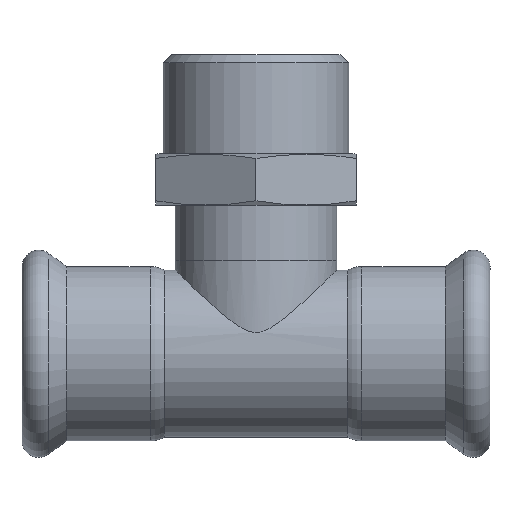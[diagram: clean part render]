
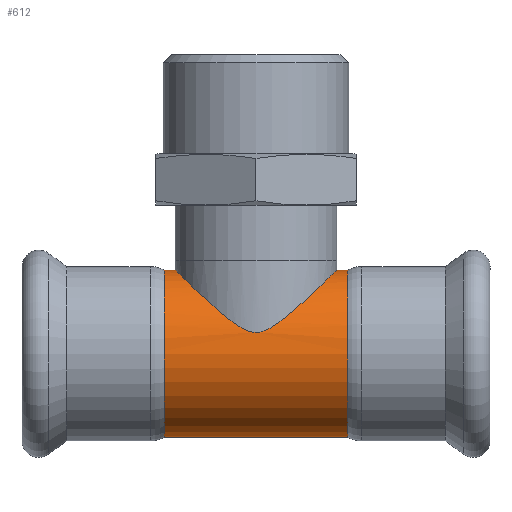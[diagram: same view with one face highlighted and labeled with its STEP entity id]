
A CAD part, front view. The second image highlights one B-rep face of the part: STEP entity #612.
In plain terms, the highlighted cylindrical face has radius 15 mm (diameter 30 mm), a full revolution.
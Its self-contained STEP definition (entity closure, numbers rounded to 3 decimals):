
#119=FACE_BOUND($,#204,.T.);
#120=FACE_BOUND($,#205,.T.);
#121=FACE_BOUND($,#206,.T.);
#159=B_SPLINE_CURVE_WITH_KNOTS($,3,(#1037,#1038,#1039,#1040,#1041,#1042,
#1043,#1044,#1045,#1046,#1047,#1048,#1049,#1050,#1051,#1052,#1053,#1054,
#1055,#1056,#1057,#1058,#1059,#1060,#1061,#1062,#1063,#1064,#1065,#1066,
#1067,#1068,#1069,#1070,#1071,#1072,#1073,#1074,#1075,#1076,#1077,#1078,
#1079,#1080,#1081,#1082,#1083,#1084,#1085,#1086,#1087,#1088,#1089,#1090,
#1091,#1092,#1093,#1094,#1095,#1096,#1097,#1098,#1099,#1100,#1101,#1102,
#1103,#1104,#1105,#1106,#1107,#1108,#1109,#1110),.UNSPECIFIED.,.T.,.F.,
(4,2,2,2,2,2,2,2,2,2,2,2,2,2,2,2,2,2,2,2,2,2,2,2,2,2,2,2,2,2,2,2,2,2,2,
2,4),(0.,0.174,0.349,0.697,1.046,
1.394,1.692,1.99,2.287,2.585,
2.882,3.18,3.477,3.775,4.124,
4.472,4.821,4.995,5.169,5.344,
5.518,5.867,6.215,6.564,6.861,
7.159,7.457,7.754,8.052,8.349,
8.647,8.945,9.293,9.642,9.99,
10.165,10.339),.UNSPECIFIED.);
#204=EDGE_LOOP($,(#455));
#205=EDGE_LOOP($,(#456));
#206=EDGE_LOOP($,(#457));
#285=CIRCLE($,#669,15.);
#286=CIRCLE($,#670,15.);
#325=VERTEX_POINT($,#1036);
#326=VERTEX_POINT($,#1111);
#327=VERTEX_POINT($,#1113);
#382=EDGE_CURVE($,#325,#325,#159,.T.);
#383=EDGE_CURVE($,#326,#326,#285,.T.);
#384=EDGE_CURVE($,#327,#327,#286,.T.);
#455=ORIENTED_EDGE($,*,*,#382,.T.);
#456=ORIENTED_EDGE($,*,*,#383,.F.);
#457=ORIENTED_EDGE($,*,*,#384,.T.);
#600=CYLINDRICAL_SURFACE($,#668,15.);
#612=ADVANCED_FACE($,(#119,#120,#121),#600,.T.);
#668=AXIS2_PLACEMENT_3D($,#1035,#766,#767);
#669=AXIS2_PLACEMENT_3D($,#1112,#768,#769);
#670=AXIS2_PLACEMENT_3D($,#1114,#770,#771);
#766=DIRECTION('center_axis',(1.,0.,0.));
#767=DIRECTION('ref_axis',(0.,1.,0.));
#768=DIRECTION('center_axis',(1.,0.,0.));
#769=DIRECTION('ref_axis',(0.,1.,0.));
#770=DIRECTION('center_axis',(1.,0.,0.));
#771=DIRECTION('ref_axis',(0.,1.,0.));
#1035=CARTESIAN_POINT('Origin',(0.,0.,0.));
#1036=CARTESIAN_POINT('',(0.,14.5,3.841));
#1037=CARTESIAN_POINT('Ctrl Pts',(0.,14.5,3.841));
#1038=CARTESIAN_POINT('Ctrl Pts',(0.581,14.5,3.841));
#1039=CARTESIAN_POINT('Ctrl Pts',(1.093,14.467,3.968));
#1040=CARTESIAN_POINT('Ctrl Pts',(2.059,14.361,4.335));
#1041=CARTESIAN_POINT('Ctrl Pts',(2.513,14.288,4.576));
#1042=CARTESIAN_POINT('Ctrl Pts',(3.849,14.009,5.391));
#1043=CARTESIAN_POINT('Ctrl Pts',(4.701,13.747,6.051));
#1044=CARTESIAN_POINT('Ctrl Pts',(6.399,13.044,7.448));
#1045=CARTESIAN_POINT('Ctrl Pts',(7.231,12.604,8.181));
#1046=CARTESIAN_POINT('Ctrl Pts',(8.816,11.551,9.61));
#1047=CARTESIAN_POINT('Ctrl Pts',(9.568,10.938,10.307));
#1048=CARTESIAN_POINT('Ctrl Pts',(10.838,9.668,11.496));
#1049=CARTESIAN_POINT('Ctrl Pts',(11.409,8.995,12.037));
#1050=CARTESIAN_POINT('Ctrl Pts',(12.447,7.493,13.025));
#1051=CARTESIAN_POINT('Ctrl Pts',(12.914,6.664,13.473));
#1052=CARTESIAN_POINT('Ctrl Pts',(13.685,4.89,14.213));
#1053=CARTESIAN_POINT('Ctrl Pts',(13.989,3.943,14.507));
#1054=CARTESIAN_POINT('Ctrl Pts',(14.397,1.994,14.9));
#1055=CARTESIAN_POINT('Ctrl Pts',(14.5,0.992,15.));
#1056=CARTESIAN_POINT('Ctrl Pts',(14.5,-0.992,15.));
#1057=CARTESIAN_POINT('Ctrl Pts',(14.397,-1.994,14.9));
#1058=CARTESIAN_POINT('Ctrl Pts',(13.989,-3.943,14.507));
#1059=CARTESIAN_POINT('Ctrl Pts',(13.685,-4.89,14.213));
#1060=CARTESIAN_POINT('Ctrl Pts',(12.914,-6.664,13.473));
#1061=CARTESIAN_POINT('Ctrl Pts',(12.447,-7.493,13.025));
#1062=CARTESIAN_POINT('Ctrl Pts',(11.409,-8.995,12.037));
#1063=CARTESIAN_POINT('Ctrl Pts',(10.838,-9.668,11.496));
#1064=CARTESIAN_POINT('Ctrl Pts',(9.568,-10.938,10.307));
#1065=CARTESIAN_POINT('Ctrl Pts',(8.816,-11.551,9.61));
#1066=CARTESIAN_POINT('Ctrl Pts',(7.231,-12.604,8.181));
#1067=CARTESIAN_POINT('Ctrl Pts',(6.399,-13.044,7.448));
#1068=CARTESIAN_POINT('Ctrl Pts',(4.701,-13.747,6.051));
#1069=CARTESIAN_POINT('Ctrl Pts',(3.849,-14.009,5.391));
#1070=CARTESIAN_POINT('Ctrl Pts',(2.513,-14.288,4.576));
#1071=CARTESIAN_POINT('Ctrl Pts',(2.059,-14.361,4.335));
#1072=CARTESIAN_POINT('Ctrl Pts',(1.093,-14.467,3.968));
#1073=CARTESIAN_POINT('Ctrl Pts',(0.581,-14.5,3.841));
#1074=CARTESIAN_POINT('Ctrl Pts',(-0.581,-14.5,3.841));
#1075=CARTESIAN_POINT('Ctrl Pts',(-1.093,-14.467,3.968));
#1076=CARTESIAN_POINT('Ctrl Pts',(-2.059,-14.361,4.335));
#1077=CARTESIAN_POINT('Ctrl Pts',(-2.513,-14.288,4.576));
#1078=CARTESIAN_POINT('Ctrl Pts',(-3.849,-14.009,5.391));
#1079=CARTESIAN_POINT('Ctrl Pts',(-4.701,-13.747,6.051));
#1080=CARTESIAN_POINT('Ctrl Pts',(-6.399,-13.044,7.448));
#1081=CARTESIAN_POINT('Ctrl Pts',(-7.231,-12.604,8.181));
#1082=CARTESIAN_POINT('Ctrl Pts',(-8.816,-11.551,9.61));
#1083=CARTESIAN_POINT('Ctrl Pts',(-9.568,-10.938,10.307));
#1084=CARTESIAN_POINT('Ctrl Pts',(-10.838,-9.668,11.496));
#1085=CARTESIAN_POINT('Ctrl Pts',(-11.409,-8.995,12.037));
#1086=CARTESIAN_POINT('Ctrl Pts',(-12.447,-7.493,13.025));
#1087=CARTESIAN_POINT('Ctrl Pts',(-12.914,-6.664,13.473));
#1088=CARTESIAN_POINT('Ctrl Pts',(-13.685,-4.89,14.213));
#1089=CARTESIAN_POINT('Ctrl Pts',(-13.989,-3.943,14.507));
#1090=CARTESIAN_POINT('Ctrl Pts',(-14.397,-1.994,14.9));
#1091=CARTESIAN_POINT('Ctrl Pts',(-14.5,-0.992,15.));
#1092=CARTESIAN_POINT('Ctrl Pts',(-14.5,0.992,15.));
#1093=CARTESIAN_POINT('Ctrl Pts',(-14.397,1.994,14.9));
#1094=CARTESIAN_POINT('Ctrl Pts',(-13.989,3.943,14.507));
#1095=CARTESIAN_POINT('Ctrl Pts',(-13.685,4.89,14.213));
#1096=CARTESIAN_POINT('Ctrl Pts',(-12.914,6.664,13.473));
#1097=CARTESIAN_POINT('Ctrl Pts',(-12.447,7.493,13.025));
#1098=CARTESIAN_POINT('Ctrl Pts',(-11.409,8.995,12.037));
#1099=CARTESIAN_POINT('Ctrl Pts',(-10.838,9.668,11.496));
#1100=CARTESIAN_POINT('Ctrl Pts',(-9.568,10.938,10.307));
#1101=CARTESIAN_POINT('Ctrl Pts',(-8.816,11.551,9.61));
#1102=CARTESIAN_POINT('Ctrl Pts',(-7.231,12.604,8.181));
#1103=CARTESIAN_POINT('Ctrl Pts',(-6.399,13.044,7.448));
#1104=CARTESIAN_POINT('Ctrl Pts',(-4.701,13.747,6.051));
#1105=CARTESIAN_POINT('Ctrl Pts',(-3.849,14.009,5.391));
#1106=CARTESIAN_POINT('Ctrl Pts',(-2.513,14.288,4.576));
#1107=CARTESIAN_POINT('Ctrl Pts',(-2.059,14.361,4.335));
#1108=CARTESIAN_POINT('Ctrl Pts',(-1.093,14.467,3.968));
#1109=CARTESIAN_POINT('Ctrl Pts',(-0.581,14.5,3.841));
#1110=CARTESIAN_POINT('Ctrl Pts',(0.,14.5,3.841));
#1111=CARTESIAN_POINT('',(19.,15.,0.));
#1112=CARTESIAN_POINT('Origin',(19.,0.,0.));
#1113=CARTESIAN_POINT('',(-19.,15.,0.));
#1114=CARTESIAN_POINT('Origin',(-19.,0.,0.));
